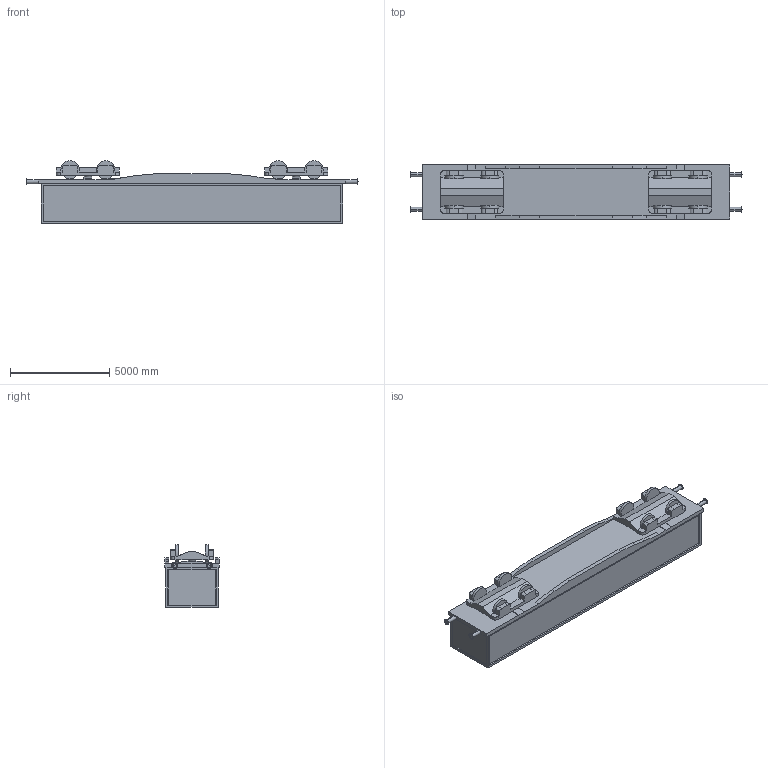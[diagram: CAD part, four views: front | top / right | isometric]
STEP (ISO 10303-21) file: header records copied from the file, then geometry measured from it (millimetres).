
FILE_DESCRIPTION (( 'STEP AP214' ), '1' );
FILE_NAME ('OpenWagon_MediumDetailed.STEP', '2024-03-21T16:49:31', ( '' ), ( '' ), 'SwSTEP 2.0', 'SolidWorks 2022', '' );
FILE_SCHEMA (( 'AUTOMOTIVE_DESIGN' ));
Length unit declared in the file: millimetre
Products named in the file (1): OpenWagon_MediumDetailed
Bounding box: 16740 x 2738.4 x 3160 mm (x, y, z)
Surface area: 372589644.4 mm2 (no closed solid volume)
Topology: 0 solids, 4 shells, 250 faces, 681 edges, 442 vertices
Faces by surface type: plane 167, cylinder 71, sphere 8, cone 4
Entity records: 14270 total; most frequent: CARTESIAN_POINT 6581, ORIENTED_EDGE 1346, EDGE_CURVE 673, B_SPLINE_CURVE_WITH_KNOTS 673, DIRECTION 502, VERTEX_POINT 442, EDGE_LOOP 261, UNCERTAINTY_MEASURE_WITH_UNIT 252
